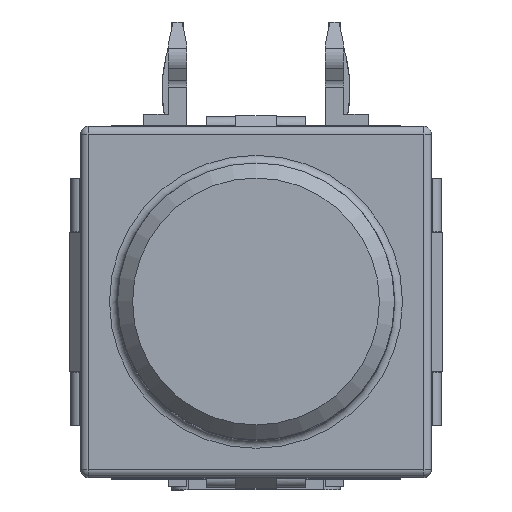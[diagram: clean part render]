
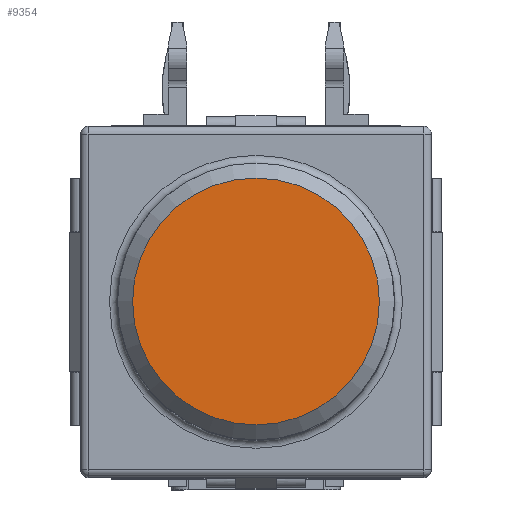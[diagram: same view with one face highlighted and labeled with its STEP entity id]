
A CAD part, top view. The second image highlights one B-rep face of the part: STEP entity #9354.
In plain terms, the highlighted planar face has unit normal (0, 0, 1).
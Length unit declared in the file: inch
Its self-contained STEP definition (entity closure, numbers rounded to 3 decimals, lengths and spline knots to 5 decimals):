
#251=CIRCLE('',#9958,0.15787);
#541=FACE_OUTER_BOUND('',#1057,.T.);
#1057=EDGE_LOOP('',(#6707));
#3988=VERTEX_POINT('',#13865);
#5001=EDGE_CURVE('',#3988,#3988,#251,.T.);
#6707=ORIENTED_EDGE('',*,*,#5001,.F.);
#8928=PLANE('',#9959);
#9354=ADVANCED_FACE('',(#541),#8928,.F.);
#9958=AXIS2_PLACEMENT_3D('',#13867,#11186,#11187);
#9959=AXIS2_PLACEMENT_3D('',#13868,#11188,#11189);
#11186=DIRECTION('center_axis',(0.,0.,
-1.));
#11187=DIRECTION('ref_axis',(0.,1.,0.));
#11188=DIRECTION('center_axis',(0.,0.,
-1.));
#11189=DIRECTION('ref_axis',(0.,1.,0.));
#13865=CARTESIAN_POINT('',(0.,-0.15787,0.51122));
#13867=CARTESIAN_POINT('Origin',(0.,0.,
0.51122));
#13868=CARTESIAN_POINT('Origin',(0.,0.,
0.51122));
